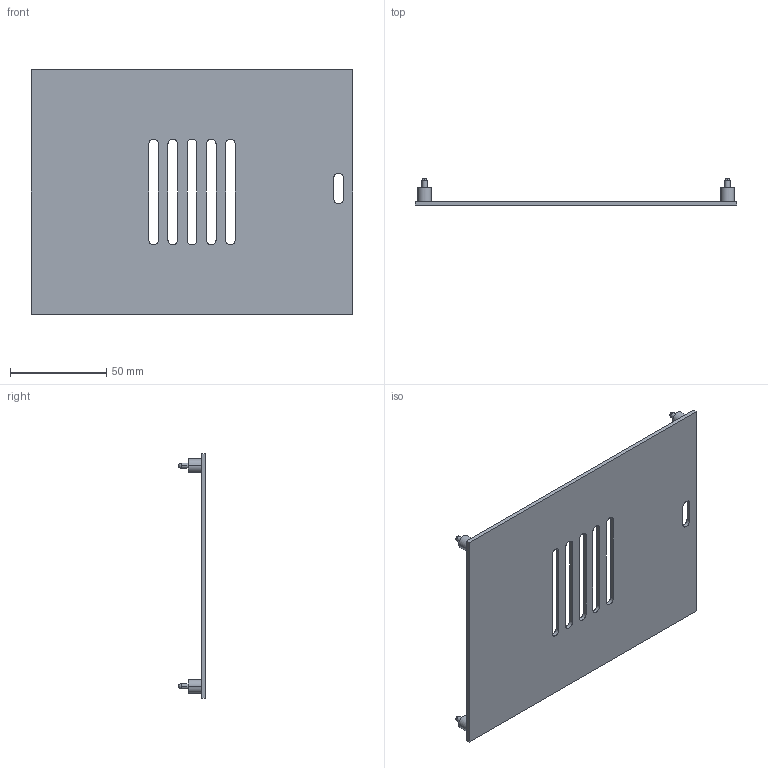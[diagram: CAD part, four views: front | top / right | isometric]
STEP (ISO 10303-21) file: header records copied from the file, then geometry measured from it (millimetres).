
FILE_DESCRIPTION (( 'STEP AP214' ), '1' );
FILE_NAME ('Display back.step', '2022-05-31T17:49:53', ( '' ), ( '' ), 'SwSTEP 2.0', 'SolidWorks 2021', '' );
FILE_SCHEMA (( 'AUTOMOTIVE_DESIGN' ));
Length unit declared in the file: millimetre
Products named in the file (2): Display back; Komponente1.step
Assembly tree (1 placements, depth 2):
  Display back
    Komponente1.step
Bounding box: 167 x 14 x 127 mm (x, y, z)
Volume: 40757.8 mm3; surface area: 42745.7 mm2
Topology: 1 solids, 1 shells, 58 faces, 156 edges, 100 vertices
Faces by surface type: cylinder 28, plane 22, sphere 8
Entity records: 1886 total; most frequent: DIRECTION 344, CARTESIAN_POINT 310, ORIENTED_EDGE 296, EDGE_CURVE 148, AXIS2_PLACEMENT_3D 134, VERTEX_POINT 100, EDGE_LOOP 78, VECTOR 76
